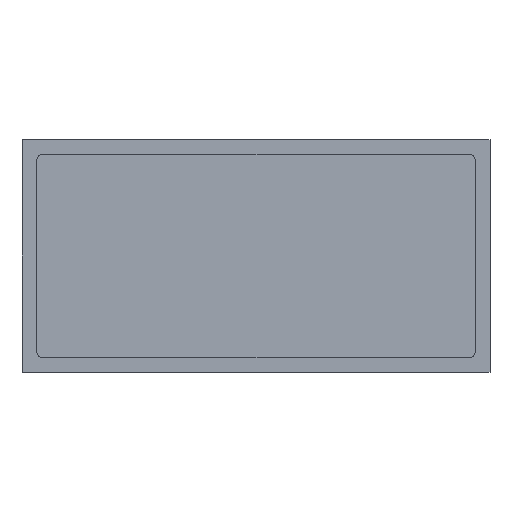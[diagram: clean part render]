
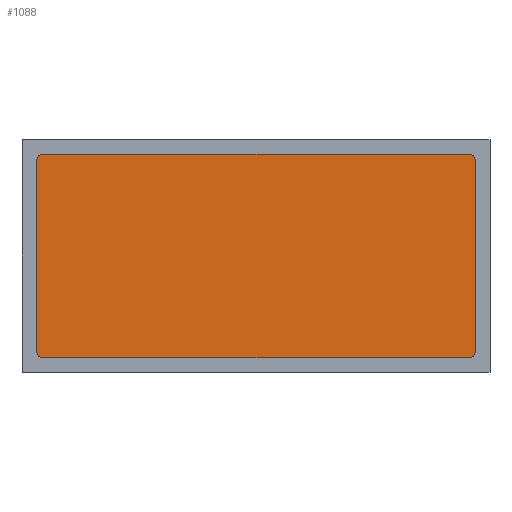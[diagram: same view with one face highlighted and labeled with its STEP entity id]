
A CAD part, front view. The second image highlights one B-rep face of the part: STEP entity #1088.
In plain terms, the highlighted planar face has unit normal (0, -1, 0).
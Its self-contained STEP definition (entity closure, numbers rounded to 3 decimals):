
#25=PLANE('',#1181);
#75=FACE_OUTER_BOUND('',#140,.T.);
#140=EDGE_LOOP('',(#778,#779,#780,#781,#782,#783,#784,#785));
#201=LINE('',#1624,#303);
#202=LINE('',#1643,#304);
#204=LINE('',#1663,#306);
#206=LINE('',#1683,#308);
#303=VECTOR('',#1284,10.);
#304=VECTOR('',#1295,10.);
#306=VECTOR('',#1307,10.);
#308=VECTOR('',#1319,10.);
#405=CIRCLE('',#1160,2.);
#409=CIRCLE('',#1165,2.);
#413=CIRCLE('',#1170,2.);
#417=CIRCLE('',#1175,2.);
#462=VERTEX_POINT('',#1613);
#467=VERTEX_POINT('',#1622);
#469=VERTEX_POINT('',#1635);
#471=VERTEX_POINT('',#1641);
#473=VERTEX_POINT('',#1655);
#475=VERTEX_POINT('',#1661);
#477=VERTEX_POINT('',#1675);
#479=VERTEX_POINT('',#1681);
#571=EDGE_CURVE('',#467,#462,#201,.T.);
#573=EDGE_CURVE('',#469,#467,#405,.T.);
#576=EDGE_CURVE('',#471,#469,#202,.T.);
#579=EDGE_CURVE('',#473,#471,#409,.T.);
#582=EDGE_CURVE('',#475,#473,#204,.T.);
#585=EDGE_CURVE('',#477,#475,#413,.T.);
#588=EDGE_CURVE('',#479,#477,#206,.T.);
#591=EDGE_CURVE('',#462,#479,#417,.T.);
#778=ORIENTED_EDGE('',*,*,#571,.F.);
#779=ORIENTED_EDGE('',*,*,#573,.F.);
#780=ORIENTED_EDGE('',*,*,#576,.F.);
#781=ORIENTED_EDGE('',*,*,#579,.F.);
#782=ORIENTED_EDGE('',*,*,#582,.F.);
#783=ORIENTED_EDGE('',*,*,#585,.F.);
#784=ORIENTED_EDGE('',*,*,#588,.F.);
#785=ORIENTED_EDGE('',*,*,#591,.F.);
#1088=ADVANCED_FACE('',(#75),#25,.F.);
#1160=AXIS2_PLACEMENT_3D('',#1637,#1287,#1288);
#1165=AXIS2_PLACEMENT_3D('',#1657,#1299,#1300);
#1170=AXIS2_PLACEMENT_3D('',#1677,#1311,#1312);
#1175=AXIS2_PLACEMENT_3D('',#1695,#1323,#1324);
#1181=AXIS2_PLACEMENT_3D('',#1716,#1344,#1345);
#1284=DIRECTION('',(-1.,0.,0.));
#1287=DIRECTION('center_axis',(0.,1.,0.));
#1288=DIRECTION('ref_axis',(0.707,0.,-0.707));
#1295=DIRECTION('',(0.,0.,-1.));
#1299=DIRECTION('center_axis',(0.,1.,0.));
#1300=DIRECTION('ref_axis',(0.707,0.,0.707));
#1307=DIRECTION('',(1.,0.,0.));
#1311=DIRECTION('center_axis',(0.,1.,0.));
#1312=DIRECTION('ref_axis',(-0.707,0.,0.707));
#1319=DIRECTION('',(0.,0.,1.));
#1323=DIRECTION('center_axis',(0.,1.,0.));
#1324=DIRECTION('ref_axis',(-0.707,0.,-0.707));
#1344=DIRECTION('center_axis',(0.,1.,0.));
#1345=DIRECTION('ref_axis',(1.,0.,0.));
#1613=CARTESIAN_POINT('',(-60.,0.,-24.));
#1622=CARTESIAN_POINT('',(85.,0.,-24.));
#1624=CARTESIAN_POINT('',(51.25,0.,-24.));
#1635=CARTESIAN_POINT('',(87.,0.,-22.));
#1637=CARTESIAN_POINT('Origin',(85.,0.,-22.));
#1641=CARTESIAN_POINT('',(87.,0.,43.));
#1643=CARTESIAN_POINT('',(87.,0.,29.25));
#1655=CARTESIAN_POINT('',(85.,0.,45.));
#1657=CARTESIAN_POINT('Origin',(85.,0.,43.));
#1661=CARTESIAN_POINT('',(-60.,0.,45.));
#1663=CARTESIAN_POINT('',(-26.25,0.,45.));
#1675=CARTESIAN_POINT('',(-62.,0.,43.));
#1677=CARTESIAN_POINT('Origin',(-60.,0.,43.));
#1681=CARTESIAN_POINT('',(-62.,0.,-22.));
#1683=CARTESIAN_POINT('',(-62.,0.,-8.25));
#1695=CARTESIAN_POINT('Origin',(-60.,0.,-22.));
#1716=CARTESIAN_POINT('Origin',(12.5,0.,10.5));
